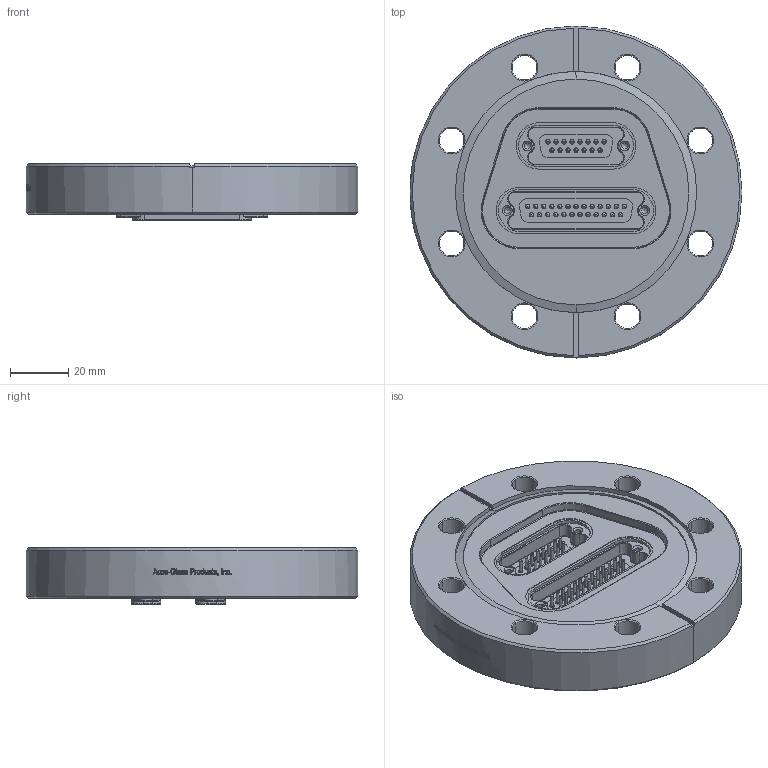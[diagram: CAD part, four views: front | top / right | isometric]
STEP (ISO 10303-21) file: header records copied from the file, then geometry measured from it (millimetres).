
FILE_DESCRIPTION(/* description */ ('Alibre Inc.'),/* implementation_level */ '2;1');
FILE_NAME(/* name */ 'export0',/* time_stamp */ '2014-10-29T13:21:32-07:00',/* author */ (''),/* organization */ (''),/* preprocessor_version */ 'ST-DEVELOPER v14',/* originating_system */ 'Alibre',/* authorisation */ '');
FILE_SCHEMA (('CONFIG_CONTROL_DESIGN'));
Length unit declared in the file: centimetre
Products named in the file (1): ID_1
Bounding box: 113.54 x 113.54 x 19.3 mm (x, y, z)
Volume: 144320.1 mm3; surface area: 34009.1 mm2
Topology: 1 solids, 1 shells, 1085 faces, 2420 edges, 1542 vertices
Faces by surface type: plane 434, cylinder 228, torus 164, bspline 140, cone 118, sphere 1
Full cylindrical faces by diameter (mm): 1.016 x80, 2.156 x8
Entity records: 51763 total; most frequent: CARTESIAN_POINT 30600, ORIENTED_EDGE 4172, DIRECTION 3619, EDGE_CURVE 2086, AXIS2_PLACEMENT_3D 1764, FACE_BOUND 1578, EDGE_LOOP 1570, VERTEX_POINT 1480
